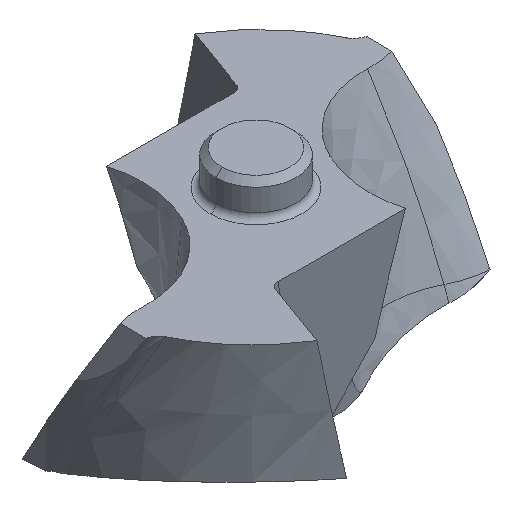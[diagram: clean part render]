
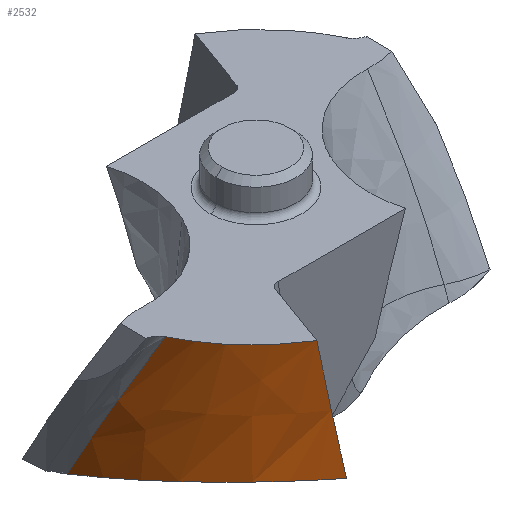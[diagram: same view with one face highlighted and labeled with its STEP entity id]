
A CAD part, isometric view. The second image highlights one B-rep face of the part: STEP entity #2532.
In plain terms, the highlighted free-form (B-spline) face has degree [3, 3] with [7, 5] control points.
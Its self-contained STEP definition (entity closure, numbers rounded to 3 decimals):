
#226=CARTESIAN_POINT('',(-2.535,-4.042,
0.));
#227=CARTESIAN_POINT('',(-2.837,-3.859,
0.));
#228=CARTESIAN_POINT('',(-3.551,-3.308,
0.));
#229=CARTESIAN_POINT('',(-4.085,-2.573,
0.));
#230=CARTESIAN_POINT('',(-4.323,-2.086,
0.));
#543=CARTESIAN_POINT('',(-4.799,-0.131,
-3.681));
#548=CARTESIAN_POINT('',(-4.799,-0.131,
-3.681));
#549=CARTESIAN_POINT('',(-4.795,-0.299,
-3.618));
#550=CARTESIAN_POINT('',(-4.769,-0.626,
-3.501));
#551=CARTESIAN_POINT('',(-4.685,-1.086,
-3.353));
#552=CARTESIAN_POINT('',(-4.561,-1.516,
-3.232));
#553=CARTESIAN_POINT('',(-4.405,-1.922,
-3.131));
#554=CARTESIAN_POINT('',(-4.176,-2.371,
-3.041));
#555=CARTESIAN_POINT('',(-3.91,-2.777,
-2.98));
#556=CARTESIAN_POINT('',(-3.608,-3.149,
-2.946));
#557=CARTESIAN_POINT('',(-3.274,-3.485,
-2.937));
#558=CARTESIAN_POINT('',(-2.904,-3.789,
-2.954));
#559=CARTESIAN_POINT('',(-2.497,-4.061,
-2.997));
#560=CARTESIAN_POINT('',(-2.203,-4.218,
-3.043));
#561=CARTESIAN_POINT('',(-2.049,-4.289,
-3.072));
#1036=CARTESIAN_POINT('',(-4.323,-2.086,
0.));
#1037=CARTESIAN_POINT('',(-4.451,-1.822,
-0.511));
#1038=CARTESIAN_POINT('',(-4.698,-1.173,
-1.738));
#1039=CARTESIAN_POINT('',(-4.794,-0.51,
-2.965));
#1040=CARTESIAN_POINT('',(-4.799,-0.131,
-3.681));
#1045=CARTESIAN_POINT('',(-2.049,-4.289,
-3.072));
#1046=CARTESIAN_POINT('',(-2.067,-4.275,
-2.95));
#1047=CARTESIAN_POINT('',(-2.104,-4.245,
-2.691));
#1048=CARTESIAN_POINT('',(-2.168,-4.202,
-2.27));
#1049=CARTESIAN_POINT('',(-2.243,-4.16,
-1.785));
#1050=CARTESIAN_POINT('',(-2.312,-4.128,
-1.356));
#1051=CARTESIAN_POINT('',(-2.376,-4.101,
-0.965));
#1052=CARTESIAN_POINT('',(-2.452,-4.072,
-0.501));
#1053=CARTESIAN_POINT('',(-2.507,-4.052,
-0.172));
#1054=CARTESIAN_POINT('',(-2.535,-4.042,
0.));
#1300=CARTESIAN_POINT('',(-2.535,-4.042,
0.));
#1301=VERTEX_POINT('',#1300);
#1302=VERTEX_POINT('',#230);
#1334=VERTEX_POINT('',#543);
#1335=VERTEX_POINT('',#561);
#2489=CARTESIAN_POINT('',(-2.224,-4.247,
-3.718));
#2490=CARTESIAN_POINT('',(-1.941,-4.338,
-2.99));
#2491=CARTESIAN_POINT('',(-1.364,-4.508,
-1.739));
#2492=CARTESIAN_POINT('',(-0.63,-4.665,
-0.488));
#2493=CARTESIAN_POINT('',(-0.297,-4.724,
0.035));
#2494=CARTESIAN_POINT('',(-2.268,-4.224,
-3.718));
#2495=CARTESIAN_POINT('',(-1.985,-4.319,
-2.99));
#2496=CARTESIAN_POINT('',(-1.41,-4.497,
-1.739));
#2497=CARTESIAN_POINT('',(-0.677,-4.66,
-0.488));
#2498=CARTESIAN_POINT('',(-0.345,-4.722,
0.035));
#2499=CARTESIAN_POINT('',(-2.796,-3.939,
-3.718));
#2500=CARTESIAN_POINT('',(-2.526,-4.082,
-2.99));
#2501=CARTESIAN_POINT('',(-1.971,-4.343,
-1.739));
#2502=CARTESIAN_POINT('',(-1.259,-4.59,
-0.488));
#2503=CARTESIAN_POINT('',(-0.935,-4.687,
0.035));
#2504=CARTESIAN_POINT('',(-3.703,-3.2,
-3.718));
#2505=CARTESIAN_POINT('',(-3.473,-3.432,
-2.99));
#2506=CARTESIAN_POINT('',(-2.988,-3.845,
-1.739));
#2507=CARTESIAN_POINT('',(-2.346,-4.245,
-0.488));
#2508=CARTESIAN_POINT('',(-2.051,-4.404,
0.035));
#2509=CARTESIAN_POINT('',(-4.577,-1.747,
-3.718));
#2510=CARTESIAN_POINT('',(-4.446,-2.079,
-2.99));
#2511=CARTESIAN_POINT('',(-4.131,-2.666,
-1.739));
#2512=CARTESIAN_POINT('',(-3.659,-3.239,
-0.488));
#2513=CARTESIAN_POINT('',(-3.436,-3.47,
0.035));
#2514=CARTESIAN_POINT('',(-4.793,-0.63,
-3.718));
#2515=CARTESIAN_POINT('',(-4.748,-1.004,
-2.99));
#2516=CARTESIAN_POINT('',(-4.58,-1.66,
-1.739));
#2517=CARTESIAN_POINT('',(-4.255,-2.302,
-0.488));
#2518=CARTESIAN_POINT('',(-4.093,-2.563,
0.035));
#2519=CARTESIAN_POINT('',(-4.8,-0.062,
-3.718));
#2520=CARTESIAN_POINT('',(-4.801,-0.448,
-2.99));
#2521=CARTESIAN_POINT('',(-4.711,-1.125,
-1.739));
#2522=CARTESIAN_POINT('',(-4.465,-1.789,
-0.488));
#2523=CARTESIAN_POINT('',(-4.336,-2.059,
0.035));
#2524=B_SPLINE_SURFACE_WITH_KNOTS('',3,3,((#2489,#2490,#2491,#2492,#2493),
(#2494,#2495,#2496,#2497,#2498),(#2499,#2500,#2501,#2502,#2503),(#2504,#2505,
#2506,#2507,#2508),(#2509,#2510,#2511,#2512,#2513),(#2514,#2515,#2516,#2517,
#2518),(#2519,#2520,#2521,#2522,#2523)),.UNSPECIFIED.,.F.,.F.,.F.,(4,1,1,1,4),
(4,1,4),(0.228,0.25,0.5,0.75,1.008),(
0.094,2.618,4.428),.UNSPECIFIED.);
#2525=ORIENTED_EDGE('',*,*,#1907,.F.);
#2526=ORIENTED_EDGE('',*,*,#2480,.F.);
#2527=ORIENTED_EDGE('',*,*,#1584,.F.);
#2529=ORIENTED_EDGE('',*,*,#2528,.F.);
#2530=EDGE_LOOP('',(#2525,#2526,#2527,#2529));
#2531=FACE_OUTER_BOUND('',#2530,.F.);
#231=B_SPLINE_CURVE_WITH_KNOTS('',3,(#226,#227,#228,#229,#230),.UNSPECIFIED.,
.F.,.F.,(4,1,4),(0.,0.394,1.),.UNSPECIFIED.);
#562=B_SPLINE_CURVE_WITH_KNOTS('',3,(#548,#549,#550,#551,#552,#553,#554,#555,
#556,#557,#558,#559,#560,#561),.UNSPECIFIED.,.F.,.F.,(4,1,1,1,1,1,1,1,1,1,1,4),(
0.,0.091,0.182,0.273,0.364,
0.455,0.545,0.636,0.727,
0.818,0.909,1.),.UNSPECIFIED.);
#1041=B_SPLINE_CURVE_WITH_KNOTS('',3,(#1036,#1037,#1038,#1039,#1040),
.UNSPECIFIED.,.F.,.F.,(4,1,4),(0.,0.416,1.),.UNSPECIFIED.);
#1055=B_SPLINE_CURVE_WITH_KNOTS('',3,(#1045,#1046,#1047,#1048,#1049,#1050,#1051,
#1052,#1053,#1054),.UNSPECIFIED.,.F.,.F.,(4,1,1,1,1,1,1,4),(0.,
0.143,0.286,0.429,0.571,
0.714,0.857,1.),.UNSPECIFIED.);
#1584=EDGE_CURVE('',#1301,#1302,#231,.T.);
#1907=EDGE_CURVE('',#1334,#1335,#562,.T.);
#2480=EDGE_CURVE('',#1302,#1334,#1041,.T.);
#2528=EDGE_CURVE('',#1335,#1301,#1055,.T.);
#2532=ADVANCED_FACE('',(#2531),#2524,.F.);
